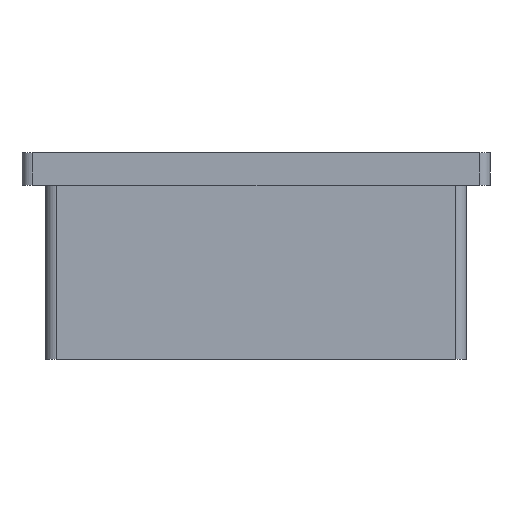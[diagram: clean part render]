
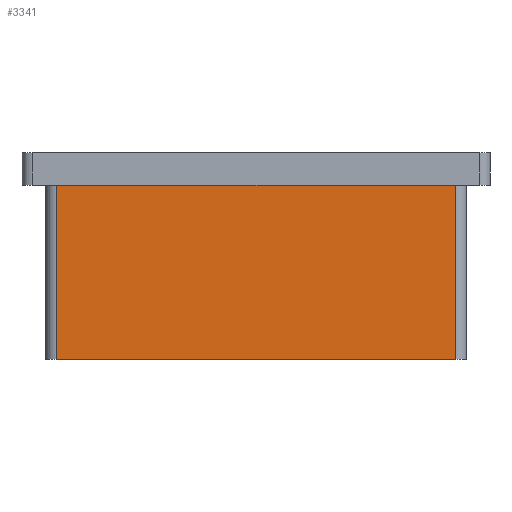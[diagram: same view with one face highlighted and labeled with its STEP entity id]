
A CAD part, left-side view. The second image highlights one B-rep face of the part: STEP entity #3341.
In plain terms, the highlighted planar face has unit normal (-1, 0, 0).
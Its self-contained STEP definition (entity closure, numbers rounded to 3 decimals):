
#340=PLANE('',#3553);
#464=FACE_OUTER_BOUND('',#646,.T.);
#646=EDGE_LOOP('',(#2398,#2399,#2400,#2401));
#844=LINE('',#4368,#1199);
#848=LINE('',#4377,#1203);
#854=LINE('',#4397,#1209);
#856=LINE('',#4402,#1211);
#1199=VECTOR('',#3703,10.);
#1203=VECTOR('',#3711,10.);
#1209=VECTOR('',#3731,10.);
#1211=VECTOR('',#3737,10.);
#1575=VERTEX_POINT('',#4361);
#1578=VERTEX_POINT('',#4366);
#1581=VERTEX_POINT('',#4376);
#1588=VERTEX_POINT('',#4396);
#1896=EDGE_CURVE('',#1578,#1575,#844,.T.);
#1900=EDGE_CURVE('',#1581,#1575,#848,.T.);
#1910=EDGE_CURVE('',#1581,#1588,#854,.T.);
#1913=EDGE_CURVE('',#1578,#1588,#856,.T.);
#2398=ORIENTED_EDGE('',*,*,#1896,.F.);
#2399=ORIENTED_EDGE('',*,*,#1913,.T.);
#2400=ORIENTED_EDGE('',*,*,#1910,.F.);
#2401=ORIENTED_EDGE('',*,*,#1900,.T.);
#3341=ADVANCED_FACE('',(#464),#340,.T.);
#3553=AXIS2_PLACEMENT_3D('',#4401,#3735,#3736);
#3703=DIRECTION('',(0.,0.,-1.));
#3711=DIRECTION('',(0.,-1.,0.));
#3731=DIRECTION('',(0.,0.,1.));
#3735=DIRECTION('center_axis',(-1.,0.,0.));
#3736=DIRECTION('ref_axis',(0.,-1.,0.));
#3737=DIRECTION('',(0.,1.,0.));
#4361=CARTESIAN_POINT('',(-64.5,-36.65,0.));
#4366=CARTESIAN_POINT('',(-64.5,-36.65,32.));
#4368=CARTESIAN_POINT('',(-64.5,-36.65,0.));
#4376=CARTESIAN_POINT('',(-64.5,36.65,0.));
#4377=CARTESIAN_POINT('',(-64.5,38.65,0.));
#4396=CARTESIAN_POINT('',(-64.5,36.65,32.));
#4397=CARTESIAN_POINT('',(-64.5,36.65,0.));
#4401=CARTESIAN_POINT('Origin',(-64.5,38.65,0.));
#4402=CARTESIAN_POINT('',(-64.5,19.325,32.));
